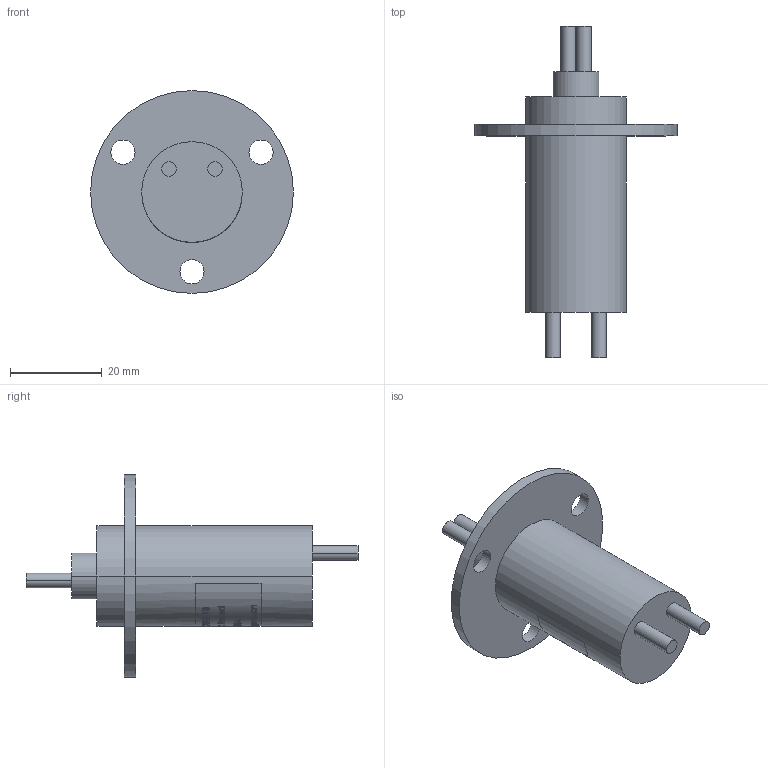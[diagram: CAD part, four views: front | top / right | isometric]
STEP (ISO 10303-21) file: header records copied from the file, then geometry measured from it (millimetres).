
FILE_DESCRIPTION (( 'STEP AP203' ), '1' );
FILE_NAME ('am-4895 2-WIRE Slip Ring Connector.STEP', '2025-03-21T18:40:13', ( '' ), ( '' ), 'SwSTEP 2.0', 'SolidWorks 2024', '' );
FILE_SCHEMA (( 'CONFIG_CONTROL_DESIGN' ));
Length unit declared in the file: millimetre
Products named in the file (1): am-4895 2-WIRE Slip Ring Connector
Bounding box: 44.3 x 72.5 x 44.3 mm (x, y, z)
Volume: 21358.7 mm3; surface area: 7074.2 mm2
Topology: 1 solids, 1 shells, 115 faces, 739 edges, 717 vertices
Faces by surface type: cylinder 106, plane 9
Entity records: 14580 total; most frequent: CARTESIAN_POINT 9110, ORIENTED_EDGE 1478, EDGE_CURVE 739, VERTEX_POINT 717, DIRECTION 671, B_SPLINE_CURVE_WITH_KNOTS 464, AXIS2_PLACEMENT_3D 280, EDGE_LOOP 212
